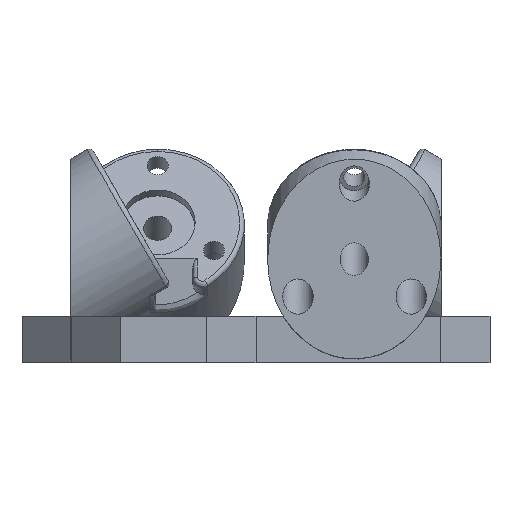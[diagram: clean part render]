
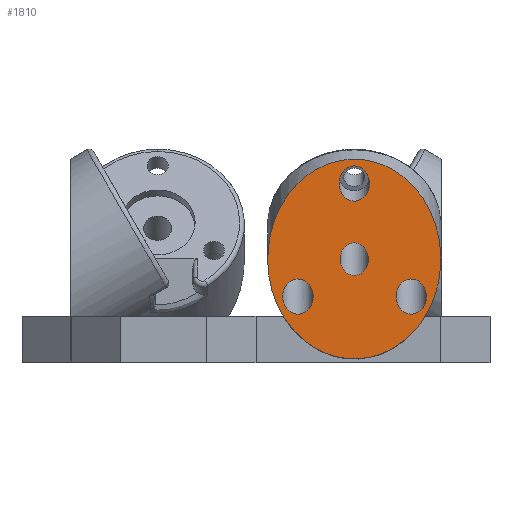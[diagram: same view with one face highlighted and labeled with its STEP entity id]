
A CAD part, left-side view. The second image highlights one B-rep face of the part: STEP entity #1810.
In plain terms, the highlighted planar face has unit normal (-1, 0, 0).
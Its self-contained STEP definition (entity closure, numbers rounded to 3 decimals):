
#997 = VERTEX_POINT('',#998);
#998 = CARTESIAN_POINT('',(-39.588,-21.,43.517));
#1003 = EDGE_CURVE('',#997,#997,#1004,.T.);
#1004 = ELLIPSE('',#1005,21.362,18.5);
#1005 = AXIS2_PLACEMENT_3D('',#1006,#1007,#1008);
#1006 = CARTESIAN_POINT('',(-39.588,-21.,22.155));
#1007 = DIRECTION('',(-1.,0.,0.));
#1008 = DIRECTION('',(0.,0.,1.));
#1810 = ADVANCED_FACE('',(#1811,#1814,#1825,#1836,#1847),#1858,.T.);
#1811 = FACE_BOUND('',#1812,.T.);
#1812 = EDGE_LOOP('',(#1813));
#1813 = ORIENTED_EDGE('',*,*,#1003,.T.);
#1814 = FACE_BOUND('',#1815,.T.);
#1815 = EDGE_LOOP('',(#1816));
#1816 = ORIENTED_EDGE('',*,*,#1817,.F.);
#1817 = EDGE_CURVE('',#1818,#1818,#1820,.T.);
#1818 = VERTEX_POINT('',#1819);
#1819 = CARTESIAN_POINT('',(-39.588,-12.223,
    14.169));
#1820 = ELLIPSE('',#1821,3.753,3.25);
#1821 = AXIS2_PLACEMENT_3D('',#1822,#1823,#1824);
#1822 = CARTESIAN_POINT('',(-39.588,-8.973,
    14.169));
#1823 = DIRECTION('',(-1.,0.,0.));
#1824 = DIRECTION('',(0.,0.,1.));
#1825 = FACE_BOUND('',#1826,.T.);
#1826 = EDGE_LOOP('',(#1827));
#1827 = ORIENTED_EDGE('',*,*,#1828,.T.);
#1828 = EDGE_CURVE('',#1829,#1829,#1831,.T.);
#1829 = VERTEX_POINT('',#1830);
#1830 = CARTESIAN_POINT('',(-39.588,-24.,22.155));
#1831 = ELLIPSE('',#1832,3.464,3.);
#1832 = AXIS2_PLACEMENT_3D('',#1833,#1834,#1835);
#1833 = CARTESIAN_POINT('',(-39.588,-21.,22.155));
#1834 = DIRECTION('',(1.,0.,0.));
#1835 = DIRECTION('',(0.,0.,1.));
#1836 = FACE_BOUND('',#1837,.T.);
#1837 = EDGE_LOOP('',(#1838));
#1838 = ORIENTED_EDGE('',*,*,#1839,.F.);
#1839 = EDGE_CURVE('',#1840,#1840,#1842,.T.);
#1840 = VERTEX_POINT('',#1841);
#1841 = CARTESIAN_POINT('',(-39.588,-36.423,
    14.169));
#1842 = ELLIPSE('',#1843,3.753,3.25);
#1843 = AXIS2_PLACEMENT_3D('',#1844,#1845,#1846);
#1844 = CARTESIAN_POINT('',(-39.588,-33.173,
    14.169));
#1845 = DIRECTION('',(-1.,0.,0.));
#1846 = DIRECTION('',(0.,0.,1.));
#1847 = FACE_BOUND('',#1848,.T.);
#1848 = EDGE_LOOP('',(#1849));
#1849 = ORIENTED_EDGE('',*,*,#1850,.F.);
#1850 = EDGE_CURVE('',#1851,#1851,#1853,.T.);
#1851 = VERTEX_POINT('',#1852);
#1852 = CARTESIAN_POINT('',(-39.588,-24.25,38.321));
#1853 = ELLIPSE('',#1854,3.753,3.25);
#1854 = AXIS2_PLACEMENT_3D('',#1855,#1856,#1857);
#1855 = CARTESIAN_POINT('',(-39.588,-21.,38.321));
#1856 = DIRECTION('',(-1.,0.,0.));
#1857 = DIRECTION('',(0.,0.,1.));
#1858 = PLANE('',#1859);
#1859 = AXIS2_PLACEMENT_3D('',#1860,#1861,#1862);
#1860 = CARTESIAN_POINT('',(-39.588,-21.017,
    21.555));
#1861 = DIRECTION('',(-1.,0.,0.));
#1862 = DIRECTION('',(0.,-1.,0.));
